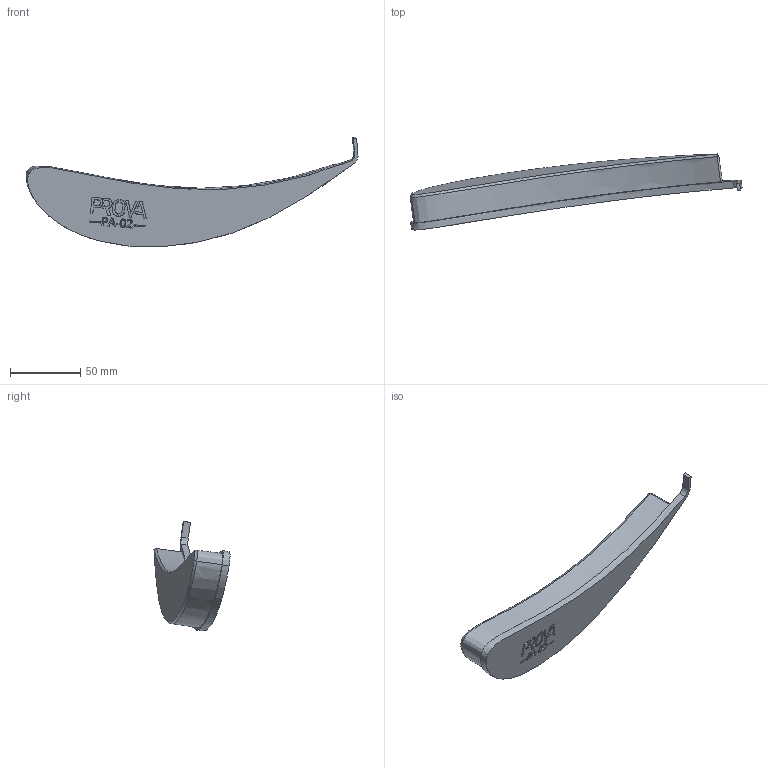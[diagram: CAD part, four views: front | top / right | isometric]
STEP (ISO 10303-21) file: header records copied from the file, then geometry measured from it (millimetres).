
FILE_DESCRIPTION(('CATIA V5 STEP Exchange'),'2;1');
FILE_NAME('Synthese Fond vase7.stp','2020-11-30T21:29:55+00:00',('none'),('none'),'CATIA Version 5 Release 20 GA (IN-10)','CATIA V5 STEP AP203','none');
FILE_SCHEMA(('CONFIG_CONTROL_DESIGN'));
Length unit declared in the file: millimetre
Products named in the file (1): Fond vase synthèse
Bounding box: 236.86 x 54.27 x 78.15 mm (x, y, z)
Volume: 165322.6 mm3; surface area: 34962.3 mm2
Topology: 1 solids, 2 shells, 219 faces, 601 edges, 403 vertices
Faces by surface type: extrusion 113, plane 100, cylinder 3, bspline 2, cone 1
Entity records: 13309 total; most frequent: CARTESIAN_POINT 8483, ORIENTED_EDGE 1187, EDGE_CURVE 597, DIRECTION 530, B_SPLINE_CURVE_WITH_KNOTS 450, VERTEX_POINT 399, VECTOR 367, LINE 254
